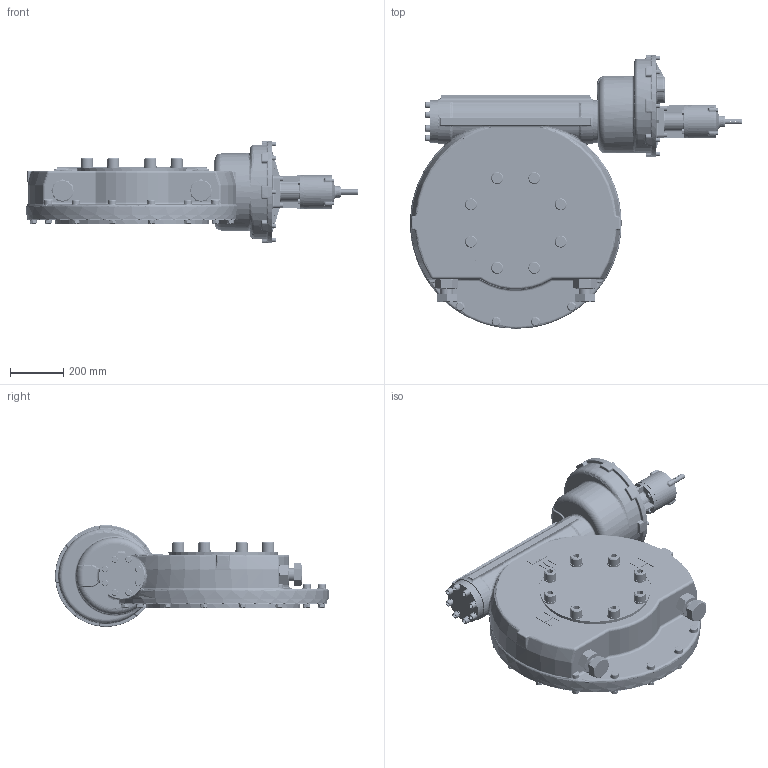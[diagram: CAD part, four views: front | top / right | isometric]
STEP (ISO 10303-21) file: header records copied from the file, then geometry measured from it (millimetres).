
FILE_DESCRIPTION(/* description */ ('Unknown'),/* implementation_level */ '2;1');
FILE_NAME(/* name */ 'PUB-HOW115BB-IR3-MPR6-MAN_SOLID_0-1',/* time_stamp */ '2019-10-23T09:26:53+01:00',/* author */ ('Unknown'),/* organization */ ('Unknown'),/* preprocessor_version */ 'ST-DEVELOPER v16.7',/* originating_system */ 'DEX',/* authorisation */ $);
FILE_SCHEMA (('AUTOMOTIVE_DESIGN {1 0 10303 214 3 1 1}'));
Products named in the file (1): PUB-HOW115BB-IR3-MPR6-MAN_SOLID_0-1
Bounding box: 1247.25 x 1028.5 x 381.78 mm (x, y, z)
Volume: 375753.7 mm3; surface area: 6005039.7 mm2
Topology: 93 solids, 94 shells, 9710 faces, 26196 edges, 16720 vertices
Faces by surface type: plane 5826, bspline 1430, cylinder 1012, torus 697, cone 496, sphere 249
Full cylindrical faces by diameter (mm): 2 x2, 2.5 x2, 3 x2, 6 x2, 8 x1, 13.27 x4, 13.835 x1, 14 x2, 16 x8, 16.6 x8, 18 x4, 19 x5, 20 x2, 22.098 x1, 24 x21, 25 x2, 25.4 x64, 26 x8, 29 x1, 29.583 x1, 30 x7, 31.67 x8, 36 x10, 36.6 x2, 39 x4, 40 x8, 42 x4, 42.5 x1, 45 x10, 47 x9
Entity records: 358972 total; most frequent: CARTESIAN_POINT 139987, ORIENTED_EDGE 49260, DIRECTION 38475, EDGE_CURVE 24630, VERTEX_POINT 16230, LINE 13809, VECTOR 13809, AXIS2_PLACEMENT_3D 12333
